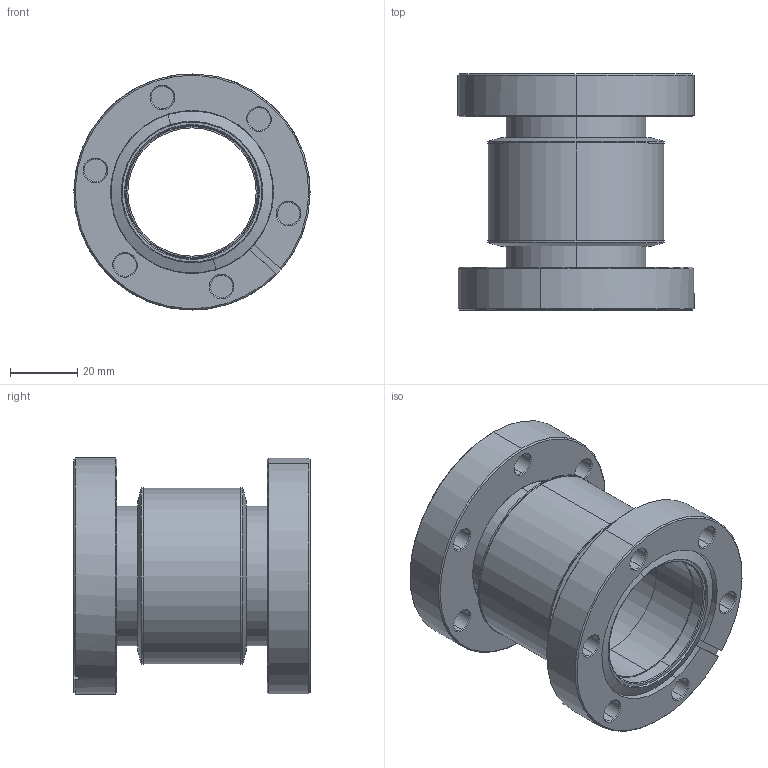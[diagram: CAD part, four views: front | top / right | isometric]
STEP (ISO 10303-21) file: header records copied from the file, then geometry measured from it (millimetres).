
FILE_DESCRIPTION (( 'STEP AP214' ), '1' );
FILE_NAME ('Hositrad_CF35-EWB.STEP', '2016-05-25T14:17:43', ( '' ), ( '' ), 'SwSTEP 2.0', 'SolidWorks 2016', '' );
FILE_SCHEMA (( 'AUTOMOTIVE_DESIGN' ));
Length unit declared in the file: millimetre
Products named in the file (4): Bellow-AA-All_Bellow35-20615-3; Hositrad_CF35-EWB; NW35CFR-Weld-41.3; NW35CF-Weld-41.5
Assembly tree (3 placements, depth 2):
  Hositrad_CF35-EWB
    Bellow-AA-All_Bellow35-20615-3
    NW35CF-Weld-41.5
    NW35CFR-Weld-41.3
Bounding box: 70 x 70 x 70 mm (x, y, z)
Volume: 89045 mm3; surface area: 42302.1 mm2
Topology: 4 solids, 4 shells, 164 faces, 366 edges, 218 vertices
Faces by surface type: cone 80, cylinder 60, plane 24
Entity records: 4807 total; most frequent: DIRECTION 910, CARTESIAN_POINT 766, ORIENTED_EDGE 732, AXIS2_PLACEMENT_3D 378, EDGE_CURVE 366, VERTEX_POINT 218, CIRCLE 208, EDGE_LOOP 204
